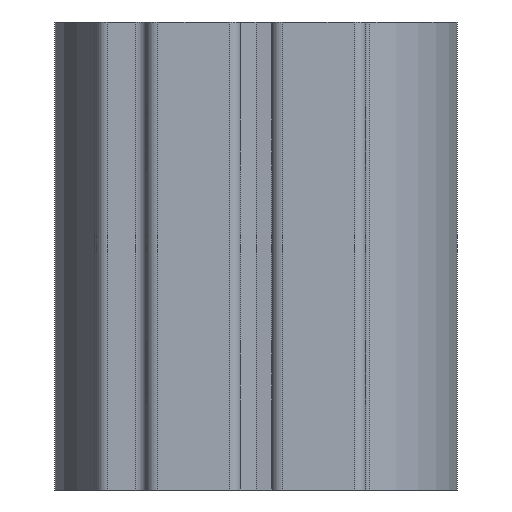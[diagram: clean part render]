
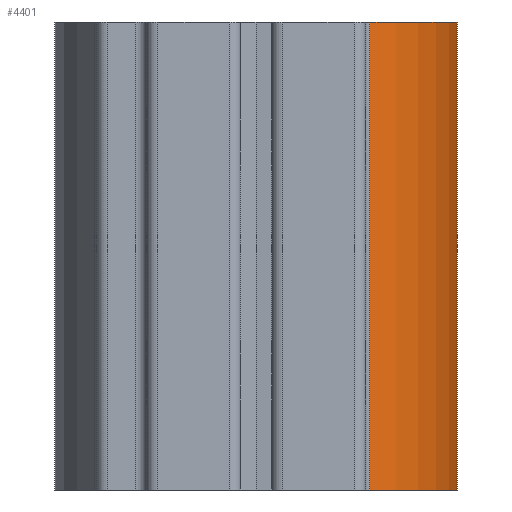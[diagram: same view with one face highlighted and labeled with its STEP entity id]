
A CAD part, left-side view. The second image highlights one B-rep face of the part: STEP entity #4401.
In plain terms, the highlighted cylindrical face has radius 6.45 mm (diameter 12.9 mm), a partial arc.
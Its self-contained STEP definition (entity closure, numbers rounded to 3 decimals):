
#93 = DIRECTION ( 'NONE',  ( 0., 0., -1. ) ) ;
#150 = CARTESIAN_POINT ( 'NONE',  ( 0., 0., -15. ) ) ;
#226 = VERTEX_POINT ( 'NONE', #499 ) ;
#260 = ORIENTED_EDGE ( 'NONE', *, *, #1852, .T. ) ;
#327 = EDGE_CURVE ( 'NONE', #3632, #2453, #1209, .T. ) ;
#499 = CARTESIAN_POINT ( 'NONE',  ( -5.317, -3.652, -15. ) ) ;
#500 = VECTOR ( 'NONE', #3165, 1000. ) ;
#538 = CARTESIAN_POINT ( 'NONE',  ( 0.287, -6.444, -15. ) ) ;
#608 = CYLINDRICAL_SURFACE ( 'NONE', #3696, 6.45 ) ;
#613 = CARTESIAN_POINT ( 'NONE',  ( -5.317, -3.652, 0. ) ) ;
#676 = DIRECTION ( 'NONE',  ( 1., 0., 0. ) ) ;
#813 = CIRCLE ( 'NONE', #1813, 6.45 ) ;
#920 = DIRECTION ( 'NONE',  ( 0., 0., -1. ) ) ;
#1209 = LINE ( 'NONE', #538, #4167 ) ;
#1380 = CARTESIAN_POINT ( 'NONE',  ( 0.287, -6.444, -15. ) ) ;
#1504 = ORIENTED_EDGE ( 'NONE', *, *, #5382, .F. ) ;
#1742 = EDGE_LOOP ( 'NONE', ( #4160, #260, #1504, #2194 ) ) ;
#1813 = AXIS2_PLACEMENT_3D ( 'NONE', #4507, #93, #3194 ) ;
#1852 = EDGE_CURVE ( 'NONE', #2657, #226, #2842, .T. ) ;
#1905 = DIRECTION ( 'NONE',  ( 0., 0., 1. ) ) ;
#2194 = ORIENTED_EDGE ( 'NONE', *, *, #327, .T. ) ;
#2201 = DIRECTION ( 'NONE',  ( 1., 0., 0. ) ) ;
#2414 = AXIS2_PLACEMENT_3D ( 'NONE', #2637, #920, #2201 ) ;
#2453 = VERTEX_POINT ( 'NONE', #2996 ) ;
#2637 = CARTESIAN_POINT ( 'NONE',  ( 0., 0., -15. ) ) ;
#2657 = VERTEX_POINT ( 'NONE', #613 ) ;
#2842 = LINE ( 'NONE', #5339, #500 ) ;
#2996 = CARTESIAN_POINT ( 'NONE',  ( 0.287, -6.444, 0. ) ) ;
#3060 = CIRCLE ( 'NONE', #2414, 6.45 ) ;
#3165 = DIRECTION ( 'NONE',  ( 0., 0., -1. ) ) ;
#3194 = DIRECTION ( 'NONE',  ( 1., 0., 0. ) ) ;
#3632 = VERTEX_POINT ( 'NONE', #1380 ) ;
#3696 = AXIS2_PLACEMENT_3D ( 'NONE', #150, #3730, #676 ) ;
#3730 = DIRECTION ( 'NONE',  ( 0., 0., 1. ) ) ;
#4055 = FACE_OUTER_BOUND ( 'NONE', #1742, .T. ) ;
#4160 = ORIENTED_EDGE ( 'NONE', *, *, #4306, .T. ) ;
#4167 = VECTOR ( 'NONE', #1905, 1000. ) ;
#4306 = EDGE_CURVE ( 'NONE', #2453, #2657, #813, .T. ) ;
#4401 = ADVANCED_FACE ( 'NONE', ( #4055 ), #608, .T. ) ;
#4507 = CARTESIAN_POINT ( 'NONE',  ( 0., 0., 0. ) ) ;
#5339 = CARTESIAN_POINT ( 'NONE',  ( -5.317, -3.652, -15. ) ) ;
#5382 = EDGE_CURVE ( 'NONE', #3632, #226, #3060, .T. ) ;
